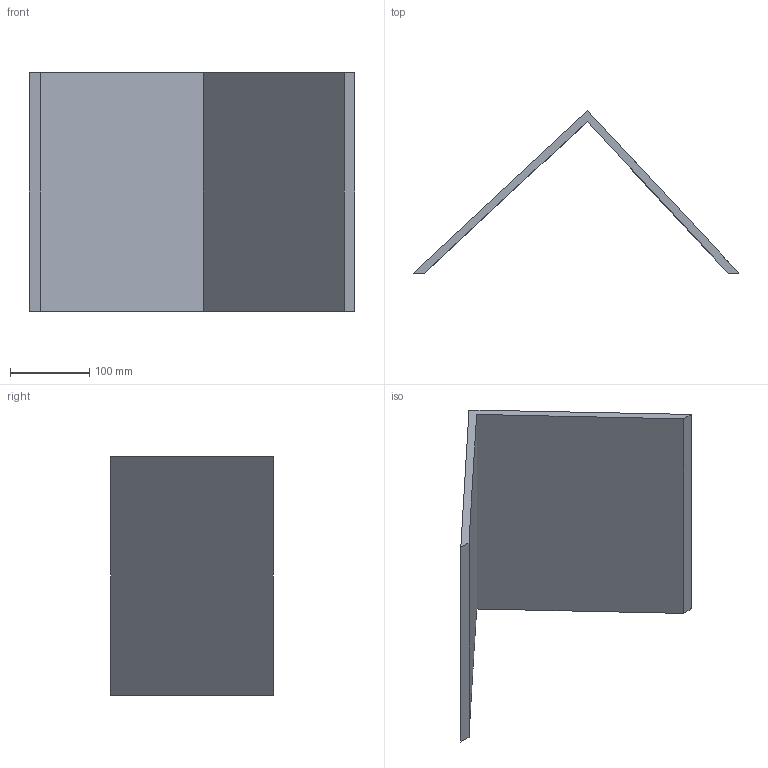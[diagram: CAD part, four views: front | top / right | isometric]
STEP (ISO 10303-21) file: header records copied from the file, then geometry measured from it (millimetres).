
FILE_DESCRIPTION(/* description */ (''),/* implementation_level */ '2;1');
FILE_NAME(/* name */ 'Tableros.stp',/* time_stamp */ '2023-09-06T16:23:14-05:00',/* author */ ('Carlos_Caucali'),/* organization */ (''),/* preprocessor_version */ 'ST-DEVELOPER v18.1',/* originating_system */ 'Autodesk Inventor 2022',/* authorisation */ '');
FILE_SCHEMA (('AUTOMOTIVE_DESIGN { 1 0 10303 214 3 1 1 }'));
Length unit declared in the file: millimetre
Products named in the file (1): Tableros
Bounding box: 410.37 x 204.7 x 300 mm (x, y, z)
Volume: 1596996.1 mm3; surface area: 371284 mm2
Topology: 1 solids, 1 shells, 161 faces, 423 edges, 282 vertices
Faces by surface type: plane 99, bspline 59, cylinder 3
Full cylindrical faces by diameter (mm): 220 x1, 230 x1
Entity records: 5264 total; most frequent: CARTESIAN_POINT 1638, ORIENTED_EDGE 846, DIRECTION 517, EDGE_CURVE 423, LINE 299, VECTOR 299, VERTEX_POINT 282, EDGE_LOOP 179
